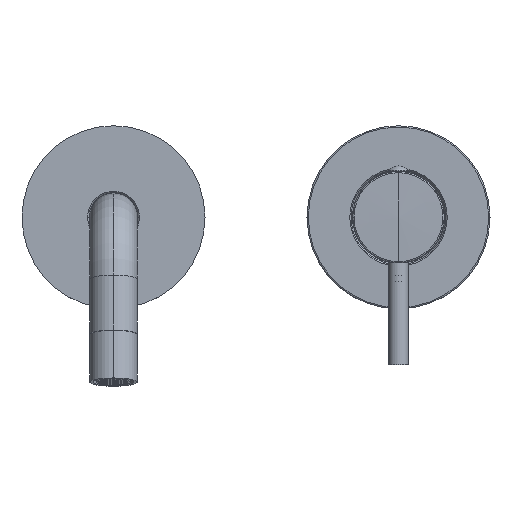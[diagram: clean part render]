
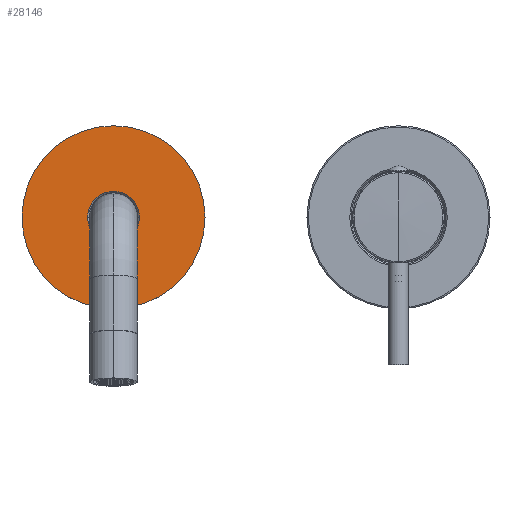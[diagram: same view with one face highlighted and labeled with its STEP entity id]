
A CAD part, top view. The second image highlights one B-rep face of the part: STEP entity #28146.
In plain terms, the highlighted face is planar.
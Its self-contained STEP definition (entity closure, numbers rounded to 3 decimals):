
#27739=CARTESIAN_POINT('',(0.,9.,0.));
#27740=DIRECTION('',(0.,1.,0.));
#27741=DIRECTION('',(1.,0.,0.));
#27742=AXIS2_PLACEMENT_3D('',#27739,#27740,#27741);
#27747=CARTESIAN_POINT('',(0.,9.,0.));
#27748=DIRECTION('',(0.,-1.,0.));
#27749=DIRECTION('',(1.,0.,0.));
#27750=AXIS2_PLACEMENT_3D('',#27747,#27748,#27749);
#27755=CARTESIAN_POINT('',(0.,9.,0.));
#27756=DIRECTION('',(0.,1.,0.));
#27757=DIRECTION('',(1.,0.,0.));
#27758=AXIS2_PLACEMENT_3D('',#27755,#27756,#27757);
#27763=CARTESIAN_POINT('',(0.,9.,0.));
#27764=DIRECTION('',(0.,1.,0.));
#27765=DIRECTION('',(-1.,0.,0.));
#27766=AXIS2_PLACEMENT_3D('',#27763,#27764,#27765);
#28046=CARTESIAN_POINT('',(35.,9.,0.));
#28048=VERTEX_POINT('',#28046);
#28062=CARTESIAN_POINT('',(-35.,9.,0.));
#28064=VERTEX_POINT('',#28062);
#28089=CARTESIAN_POINT('',(9.9,9.,0.));
#28090=CARTESIAN_POINT('',(-9.9,9.,0.));
#28091=VERTEX_POINT('',#28089);
#28092=VERTEX_POINT('',#28090);
#28131=CARTESIAN_POINT('',(0.,9.,0.));
#28132=DIRECTION('',(0.,-1.,0.));
#28133=DIRECTION('',(-1.,0.,0.));
#28134=AXIS2_PLACEMENT_3D('',#28131,#28132,#28133);
#28135=PLANE('',#28134);
#28136=ORIENTED_EDGE('',*,*,#28123,.F.);
#28137=ORIENTED_EDGE('',*,*,#28112,.T.);
#28138=EDGE_LOOP('',(#28136,#28137));
#28139=FACE_OUTER_BOUND('',#28138,.F.);
#28141=ORIENTED_EDGE('',*,*,#28140,.T.);
#28143=ORIENTED_EDGE('',*,*,#28142,.T.);
#28144=EDGE_LOOP('',(#28141,#28143));
#28145=FACE_BOUND('',#28144,.F.);
#28146=ADVANCED_FACE('',(#28139,#28145),#28135,.F.);
#27743=CIRCLE('',#27742,35.);
#27751=CIRCLE('',#27750,35.);
#27759=CIRCLE('',#27758,9.9);
#27767=CIRCLE('',#27766,9.9);
#28112=EDGE_CURVE('',#28048,#28064,#27751,.T.);
#28123=EDGE_CURVE('',#28048,#28064,#27743,.T.);
#28140=EDGE_CURVE('',#28091,#28092,#27759,.T.);
#28142=EDGE_CURVE('',#28092,#28091,#27767,.T.);
